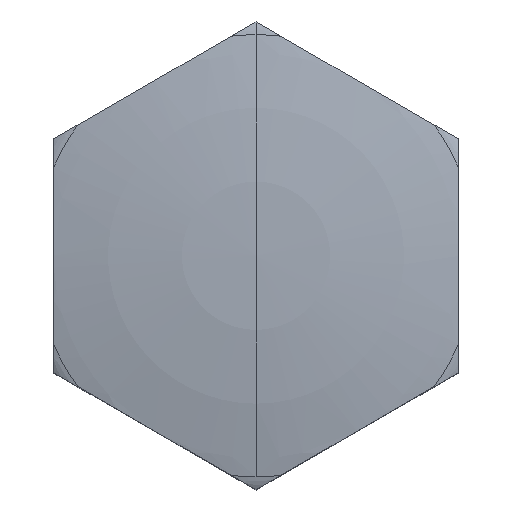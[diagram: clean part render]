
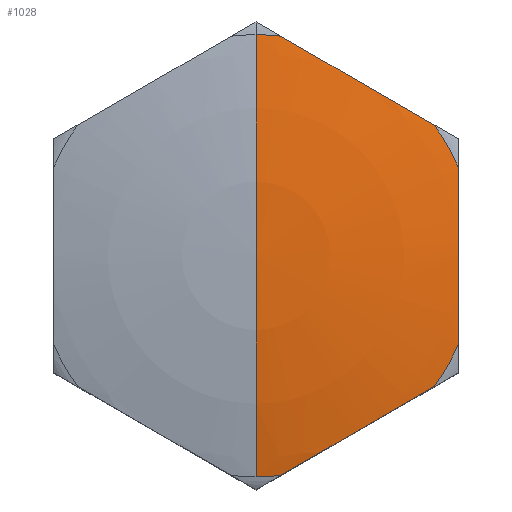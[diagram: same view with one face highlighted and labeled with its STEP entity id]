
A CAD part, top view. The second image highlights one B-rep face of the part: STEP entity #1028.
In plain terms, the highlighted toroidal (fillet/blend) face has major radius 0.817 mm and minor radius 55 mm.
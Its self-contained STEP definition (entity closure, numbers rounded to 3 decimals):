
#21 = EDGE_CURVE ( 'NONE', #1099, #461, #815, .T. ) ;
#31 = DIRECTION ( 'NONE',  ( -1., 0., 0. ) ) ;
#37 = CARTESIAN_POINT ( 'NONE',  ( 9.668, 7.12, 13.856 ) ) ;
#41 = CARTESIAN_POINT ( 'NONE',  ( 5.5, -9.526, 14.121 ) ) ;
#48 = CARTESIAN_POINT ( 'NONE',  ( 0., 0., 13.856 ) ) ;
#67 = AXIS2_PLACEMENT_3D ( 'NONE', #537, #801, #469 ) ;
#127 = DIRECTION ( 'NONE',  ( 0., 1., 0. ) ) ;
#131 = EDGE_CURVE ( 'NONE', #471, #831, #1043, .T. ) ;
#145 = FACE_OUTER_BOUND ( 'NONE', #350, .T. ) ;
#189 = TOROIDAL_SURFACE ( 'NONE', #690, 0.817, 55. ) ;
#216 = CARTESIAN_POINT ( 'NONE',  ( 0., 0.817, -39.994 ) ) ;
#229 = ORIENTED_EDGE ( 'NONE', *, *, #844, .F. ) ;
#231 = CARTESIAN_POINT ( 'NONE',  ( 1.332, 11.933, 13.856 ) ) ;
#244 = DIRECTION ( 'NONE',  ( 0., 0., -1. ) ) ;
#257 = CARTESIAN_POINT ( 'NONE',  ( 0., 0., 13.856 ) ) ;
#276 = CIRCLE ( 'NONE', #401, 12.007 ) ;
#287 = DIRECTION ( 'NONE',  ( 0., 0., -1. ) ) ;
#296 = EDGE_CURVE ( 'NONE', #1099, #704, #276, .T. ) ;
#349 = DIRECTION ( 'NONE',  ( 0., 1., 0. ) ) ;
#350 = EDGE_LOOP ( 'NONE', ( #229, #475, #715, #1001, #614, #695, #553, #878, #355 ) ) ;
#354 = CARTESIAN_POINT ( 'NONE',  ( 11., -1.622, 14.055 ) ) ;
#355 = ORIENTED_EDGE ( 'NONE', *, *, #557, .F. ) ;
#369 = EDGE_CURVE ( 'NONE', #1047, #831, #556, .T. ) ;
#378 = CARTESIAN_POINT ( 'NONE',  ( 9.668, -7.12, 13.856 ) ) ;
#379 = CARTESIAN_POINT ( 'NONE',  ( 9.668, 7.12, 13.856 ) ) ;
#383 = CIRCLE ( 'NONE', #67, 55. ) ;
#395 = CARTESIAN_POINT ( 'NONE',  ( 2.721, -11.131, 13.989 ) ) ;
#401 = AXIS2_PLACEMENT_3D ( 'NONE', #257, #621, #349 ) ;
#420 = AXIS2_PLACEMENT_3D ( 'NONE', #496, #489, #582 ) ;
#443 = CARTESIAN_POINT ( 'NONE',  ( 11., -4.813, 13.856 ) ) ;
#445 = EDGE_CURVE ( 'NONE', #1047, #461, #863, .T. ) ;
#451 = VERTEX_POINT ( 'NONE', #460 ) ;
#460 = CARTESIAN_POINT ( 'NONE',  ( 0., 0., 15. ) ) ;
#461 = VERTEX_POINT ( 'NONE', #1064 ) ;
#469 = DIRECTION ( 'NONE',  ( 0., 1., 0. ) ) ;
#471 = VERTEX_POINT ( 'NONE', #379 ) ;
#475 = ORIENTED_EDGE ( 'NONE', *, *, #807, .T. ) ;
#480 = CARTESIAN_POINT ( 'NONE',  ( 0., 0., -39.994 ) ) ;
#484 = AXIS2_PLACEMENT_3D ( 'NONE', #1049, #1055, #554 ) ;
#489 = DIRECTION ( 'NONE',  ( 0., 0., -1. ) ) ;
#496 = CARTESIAN_POINT ( 'NONE',  ( 0., 0., 13.856 ) ) ;
#525 = B_SPLINE_CURVE_WITH_KNOTS ( 'NONE', 3,
 ( #37, #640, #550, #1057, #647 ),
 .UNSPECIFIED., .F., .F.,
 ( 4, 1, 4 ),
 ( 0., 0.005, 0.01 ),
 .UNSPECIFIED. ) ;
#527 = CARTESIAN_POINT ( 'NONE',  ( 11., 1.604, 14.055 ) ) ;
#537 = CARTESIAN_POINT ( 'NONE',  ( 0., -0.817, -39.994 ) ) ;
#550 = CARTESIAN_POINT ( 'NONE',  ( 5.5, 9.526, 14.121 ) ) ;
#553 = ORIENTED_EDGE ( 'NONE', *, *, #131, .F. ) ;
#554 = DIRECTION ( 'NONE',  ( 0., 1., 0. ) ) ;
#556 = B_SPLINE_CURVE_WITH_KNOTS ( 'NONE', 3,
 ( #443, #953, #354, #527, #958, #606 ),
 .UNSPECIFIED., .F., .F.,
 ( 4, 2, 4 ),
 ( 0.339, 0.344, 0.348 ),
 .UNSPECIFIED. ) ;
#557 = EDGE_CURVE ( 'NONE', #954, #565, #777, .T. ) ;
#563 = CARTESIAN_POINT ( 'NONE',  ( 0., 12.007, 13.856 ) ) ;
#565 = VERTEX_POINT ( 'NONE', #231 ) ;
#566 = CARTESIAN_POINT ( 'NONE',  ( 8.279, -7.922, 13.989 ) ) ;
#582 = DIRECTION ( 'NONE',  ( 0., 1., 0. ) ) ;
#606 = CARTESIAN_POINT ( 'NONE',  ( 11., 4.813, 13.856 ) ) ;
#614 = ORIENTED_EDGE ( 'NONE', *, *, #445, .F. ) ;
#621 = DIRECTION ( 'NONE',  ( 0., 0., -1. ) ) ;
#640 = CARTESIAN_POINT ( 'NONE',  ( 8.279, 7.922, 13.989 ) ) ;
#647 = CARTESIAN_POINT ( 'NONE',  ( 1.332, 11.933, 13.856 ) ) ;
#657 = CARTESIAN_POINT ( 'NONE',  ( 1.332, -11.933, 13.856 ) ) ;
#690 = AXIS2_PLACEMENT_3D ( 'NONE', #480, #244, #1085 ) ;
#695 = ORIENTED_EDGE ( 'NONE', *, *, #369, .T. ) ;
#704 = VERTEX_POINT ( 'NONE', #943 ) ;
#715 = ORIENTED_EDGE ( 'NONE', *, *, #296, .F. ) ;
#777 = CIRCLE ( 'NONE', #420, 12.007 ) ;
#801 = DIRECTION ( 'NONE',  ( 1., 0., 0. ) ) ;
#807 = EDGE_CURVE ( 'NONE', #451, #704, #383, .T. ) ;
#815 = B_SPLINE_CURVE_WITH_KNOTS ( 'NONE', 3,
 ( #988, #395, #41, #566, #378 ),
 .UNSPECIFIED., .F., .F.,
 ( 4, 1, 4 ),
 ( 0., 0.005, 0.01 ),
 .UNSPECIFIED. ) ;
#831 = VERTEX_POINT ( 'NONE', #956 ) ;
#844 = EDGE_CURVE ( 'NONE', #451, #954, #864, .T. ) ;
#863 = CIRCLE ( 'NONE', #948, 12.007 ) ;
#864 = CIRCLE ( 'NONE', #1089, 55. ) ;
#867 = EDGE_CURVE ( 'NONE', #471, #565, #525, .T. ) ;
#878 = ORIENTED_EDGE ( 'NONE', *, *, #867, .T. ) ;
#943 = CARTESIAN_POINT ( 'NONE',  ( 0., -12.007, 13.856 ) ) ;
#948 = AXIS2_PLACEMENT_3D ( 'NONE', #48, #287, #127 ) ;
#950 = CARTESIAN_POINT ( 'NONE',  ( 11., -4.813, 13.856 ) ) ;
#953 = CARTESIAN_POINT ( 'NONE',  ( 11., -3.223, 13.988 ) ) ;
#954 = VERTEX_POINT ( 'NONE', #563 ) ;
#956 = CARTESIAN_POINT ( 'NONE',  ( 11., 4.813, 13.856 ) ) ;
#958 = CARTESIAN_POINT ( 'NONE',  ( 11., 3.212, 13.989 ) ) ;
#968 = DIRECTION ( 'NONE',  ( 0., 0., 1. ) ) ;
#988 = CARTESIAN_POINT ( 'NONE',  ( 1.332, -11.933, 13.856 ) ) ;
#1001 = ORIENTED_EDGE ( 'NONE', *, *, #21, .T. ) ;
#1028 = ADVANCED_FACE ( 'NONE', ( #145 ), #189, .T. ) ;
#1043 = CIRCLE ( 'NONE', #484, 12.007 ) ;
#1047 = VERTEX_POINT ( 'NONE', #950 ) ;
#1049 = CARTESIAN_POINT ( 'NONE',  ( 0., 0., 13.856 ) ) ;
#1055 = DIRECTION ( 'NONE',  ( 0., 0., -1. ) ) ;
#1057 = CARTESIAN_POINT ( 'NONE',  ( 2.721, 11.131, 13.989 ) ) ;
#1064 = CARTESIAN_POINT ( 'NONE',  ( 9.668, -7.12, 13.856 ) ) ;
#1085 = DIRECTION ( 'NONE',  ( 0., 1., 0. ) ) ;
#1089 = AXIS2_PLACEMENT_3D ( 'NONE', #216, #31, #968 ) ;
#1099 = VERTEX_POINT ( 'NONE', #657 ) ;
